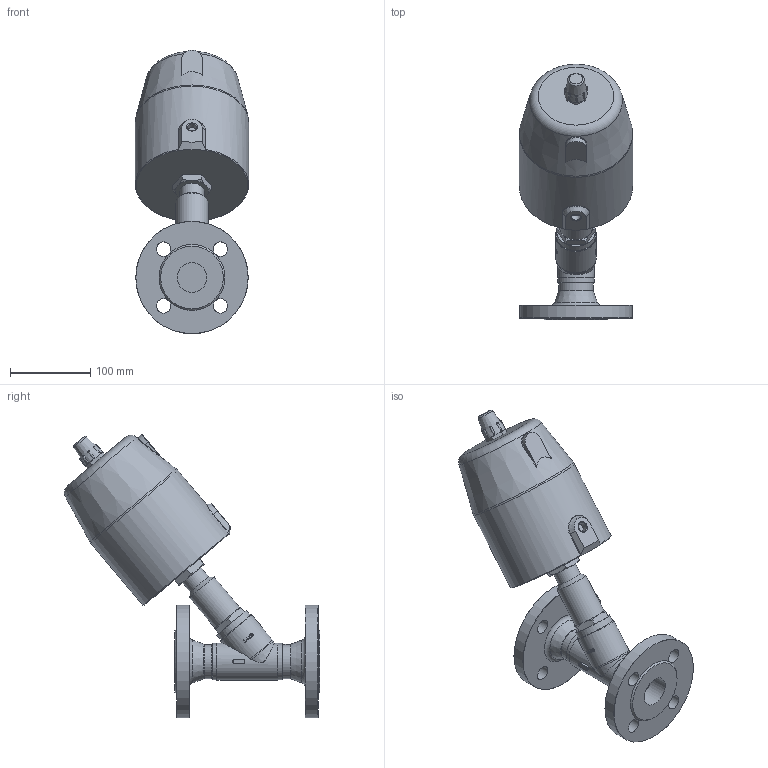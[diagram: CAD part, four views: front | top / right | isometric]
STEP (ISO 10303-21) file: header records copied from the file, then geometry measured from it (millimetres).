
FILE_DESCRIPTION(/* description */ ('3d Modell'),/* implementation_level */ '2;1');
FILE_NAME(/* name */ '063.002322_A6326-0804-7163-FL.stp',/* time_stamp */ '2024-10-16T09:36:17+02:00',/* author */ ('CBeuthner'),/* organization */ (''),/* preprocessor_version */ 'ST-DEVELOPER v16.1',/* originating_system */ 'Autodesk Inventor 2016',/* authorisation */ '');
FILE_SCHEMA (('CONFIG_CONTROL_DESIGN'));
Length unit declared in the file: millimetre
Products named in the file (1): 88-006624
Bounding box: 141 x 317.57 x 352.78 mm (x, y, z)
Volume: 3384829.4 mm3; surface area: 218796.9 mm2
Topology: 1 solids, 1 shells, 339 faces, 878 edges, 562 vertices
Faces by surface type: plane 139, bspline 69, cylinder 66, cone 47, torus 18
Full cylindrical faces by diameter (mm): 11.445 x1, 18 x8, 30 x1, 37 x2, 40 x1, 42.4 x2, 45 x2, 46 x1, 48 x1, 50.5 x1, 140 x2, 141 x1
Entity records: 32739 total; most frequent: CARTESIAN_POINT 25131, ORIENTED_EDGE 1604, DIRECTION 1229, EDGE_CURVE 802, VERTEX_POINT 538, AXIS2_PLACEMENT_3D 477, EDGE_LOOP 426, FACE_OUTER_BOUND 338
